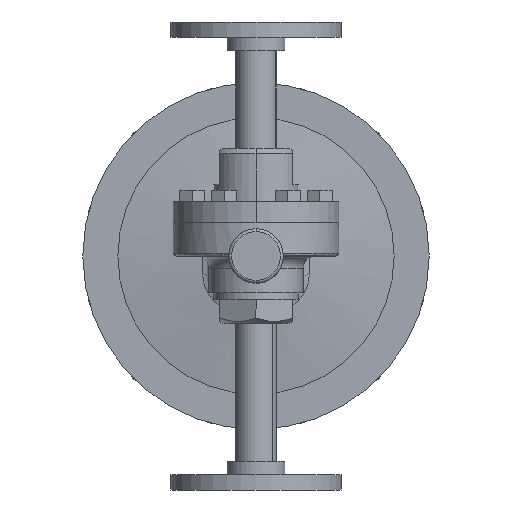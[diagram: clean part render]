
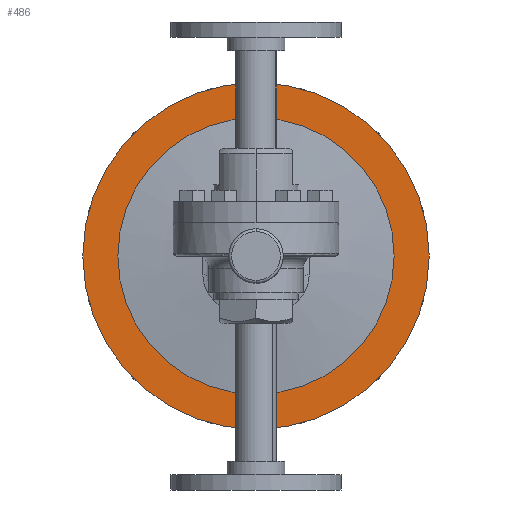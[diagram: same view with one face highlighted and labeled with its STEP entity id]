
A CAD part, front view. The second image highlights one B-rep face of the part: STEP entity #486.
In plain terms, the highlighted planar face has unit normal (0, -1, 0).
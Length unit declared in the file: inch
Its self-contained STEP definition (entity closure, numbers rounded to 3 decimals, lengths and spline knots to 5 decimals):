
#382 = DIRECTION ( 'NONE',  ( 0., -1., 0. ) ) ;
#486 = ADVANCED_FACE ( 'NONE', ( #6914, #13099 ), #5570, .T. ) ;
#598 = CARTESIAN_POINT ( 'NONE',  ( 0., 2.25, -3.655 ) ) ;
#671 = CIRCLE ( 'NONE', #5555, 3.56 ) ;
#1462 = EDGE_LOOP ( 'NONE', ( #12324, #4003 ) ) ;
#2525 = EDGE_CURVE ( 'NONE', #14169, #13640, #671, .T. ) ;
#3065 = CARTESIAN_POINT ( 'NONE',  ( 0., 2.25, 0. ) ) ;
#3169 = AXIS2_PLACEMENT_3D ( 'NONE', #6202, #14842, #7443 ) ;
#3214 = EDGE_CURVE ( 'NONE', #12293, #7355, #14345, .T. ) ;
#3351 = CARTESIAN_POINT ( 'NONE',  ( 0., 2.25, 2.84 ) ) ;
#3393 = CARTESIAN_POINT ( 'NONE',  ( 0., 2.25, 0. ) ) ;
#3827 = CIRCLE ( 'NONE', #3169, 2.84 ) ;
#4003 = ORIENTED_EDGE ( 'NONE', *, *, #10459, .F. ) ;
#4297 = DIRECTION ( 'NONE',  ( 0., 0., -1. ) ) ;
#4629 = DIRECTION ( 'NONE',  ( 0., 0., -1. ) ) ;
#5462 = AXIS2_PLACEMENT_3D ( 'NONE', #3393, #12013, #4629 ) ;
#5555 = AXIS2_PLACEMENT_3D ( 'NONE', #3065, #11690, #4297 ) ;
#5570 = PLANE ( 'NONE',  #10789 ) ;
#6202 = CARTESIAN_POINT ( 'NONE',  ( 0., 2.25, 0. ) ) ;
#6600 = EDGE_CURVE ( 'NONE', #13640, #14169, #14084, .T. ) ;
#6744 = AXIS2_PLACEMENT_3D ( 'NONE', #7802, #382, #9059 ) ;
#6822 = DIRECTION ( 'NONE',  ( 0., -1., 0. ) ) ;
#6914 = FACE_BOUND ( 'NONE', #1462, .T. ) ;
#7355 = VERTEX_POINT ( 'NONE', #15699 ) ;
#7443 = DIRECTION ( 'NONE',  ( 0., 0., -1. ) ) ;
#7802 = CARTESIAN_POINT ( 'NONE',  ( 0., 2.25, 0. ) ) ;
#7878 = CARTESIAN_POINT ( 'NONE',  ( 0., 2.25, -3.56 ) ) ;
#9059 = DIRECTION ( 'NONE',  ( 0., 0., -1. ) ) ;
#10459 = EDGE_CURVE ( 'NONE', #7355, #12293, #3827, .T. ) ;
#10789 = AXIS2_PLACEMENT_3D ( 'NONE', #598, #6822, #15440 ) ;
#11690 = DIRECTION ( 'NONE',  ( 0., -1., 0. ) ) ;
#11992 = CARTESIAN_POINT ( 'NONE',  ( 0., 2.25, 3.56 ) ) ;
#12013 = DIRECTION ( 'NONE',  ( 0., -1., 0. ) ) ;
#12293 = VERTEX_POINT ( 'NONE', #3351 ) ;
#12324 = ORIENTED_EDGE ( 'NONE', *, *, #3214, .F. ) ;
#13099 = FACE_OUTER_BOUND ( 'NONE', #14251, .T. ) ;
#13640 = VERTEX_POINT ( 'NONE', #7878 ) ;
#13852 = ORIENTED_EDGE ( 'NONE', *, *, #2525, .T. ) ;
#14084 = CIRCLE ( 'NONE', #6744, 3.56 ) ;
#14169 = VERTEX_POINT ( 'NONE', #11992 ) ;
#14251 = EDGE_LOOP ( 'NONE', ( #15301, #13852 ) ) ;
#14345 = CIRCLE ( 'NONE', #5462, 2.84 ) ;
#14842 = DIRECTION ( 'NONE',  ( 0., -1., 0. ) ) ;
#15301 = ORIENTED_EDGE ( 'NONE', *, *, #6600, .T. ) ;
#15440 = DIRECTION ( 'NONE',  ( 0., 0., -1. ) ) ;
#15699 = CARTESIAN_POINT ( 'NONE',  ( 0., 2.25, -2.84 ) ) ;
